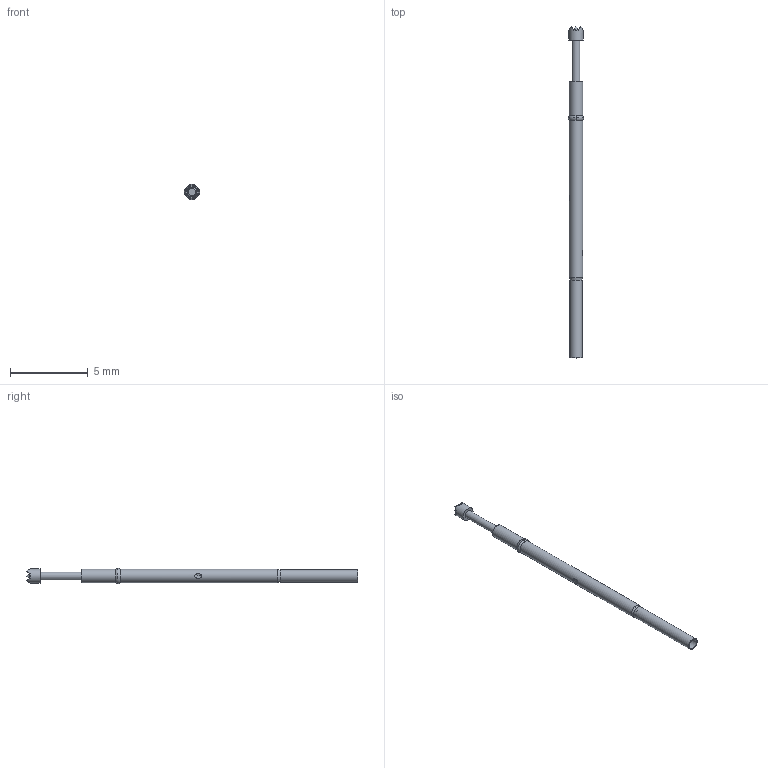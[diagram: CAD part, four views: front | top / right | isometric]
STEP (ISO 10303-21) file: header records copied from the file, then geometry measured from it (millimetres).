
FILE_DESCRIPTION(('FreeCAD Model'),'2;1');
FILE_NAME('Open CASCADE Shape Model','2023-05-07T11:39:40',(''),(''), 'Open CASCADE STEP processor 7.6','FreeCAD','Unknown');
FILE_SCHEMA(('AUTOMOTIVE_DESIGN { 1 0 10303 214 1 1 1 1 }'));
Length unit declared in the file: millimetre
Products named in the file (1): Compound001
Bounding box: 0.97 x 21.3 x 0.97 mm (x, y, z)
Volume: 8.6 mm3; surface area: 122.2 mm2
Topology: 2 solids, 2 shells, 69 faces, 158 edges, 95 vertices
Faces by surface type: plane 43, cylinder 10, torus 8, cone 4, sphere 4
Full cylindrical faces by diameter (mm): 0.5 x1, 0.6 x1, 0.65 x1, 0.68 x2, 0.72 x1, 0.77 x1, 0.86 x2, 0.9 x1
Entity records: 3516 total; most frequent: CARTESIAN_POINT 1415, ORIENTED_EDGE 300, PCURVE 286, DEFINITIONAL_REPRESENTATION 250, LINE 212, EDGE_CURVE 154, SURFACE_CURVE 140, B_SPLINE_CURVE_WITH_KNOTS 114
